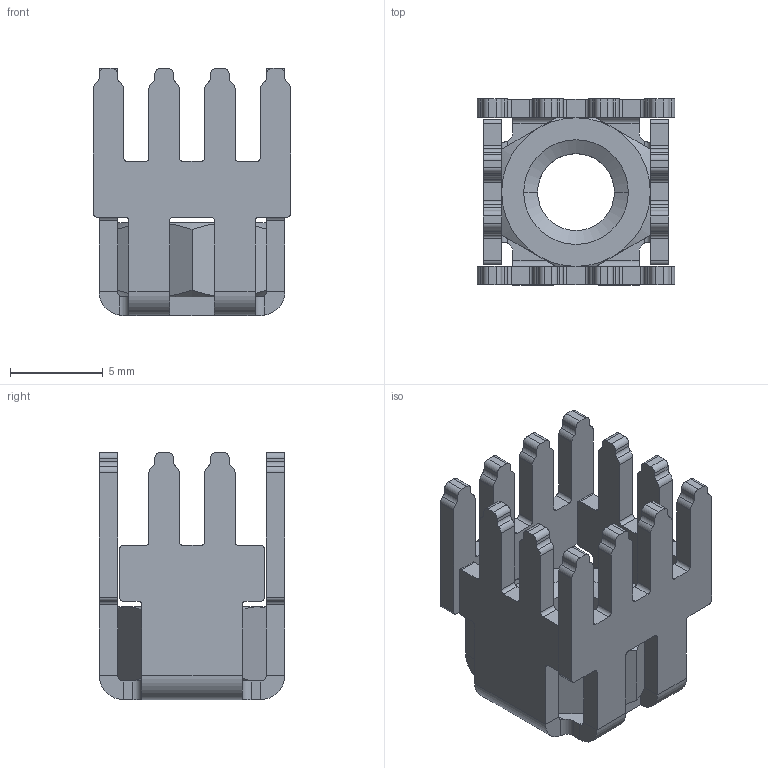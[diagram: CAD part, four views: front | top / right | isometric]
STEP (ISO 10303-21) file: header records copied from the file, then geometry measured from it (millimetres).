
FILE_DESCRIPTION (( 'STEP AP203' ), '1' );
FILE_NAME ('93513-C.STEP', '2013-12-17T22:31:33', ( 'Hajo' ), ( 'Microsoft' ), 'SwSTEP 2.0', 'SolidWorks 2011', '' );
FILE_SCHEMA (( 'CONFIG_CONTROL_DESIGN' ));
Length unit declared in the file: millimetre
Products named in the file (3): 93513-C; N_934_M 5; K93320-PowerPlus M5_ Index L_I
Assembly tree (2 placements, depth 2):
  93513-C
    K93320-PowerPlus M5_ Index L_I
    N_934_M 5
Bounding box: 10.63 x 10 x 13.3 mm (x, y, z)
Volume: 500 mm3; surface area: 1184.5 mm2
Topology: 2 solids, 2 shells, 286 faces, 802 edges, 516 vertices
Faces by surface type: cylinder 136, plane 134, cone 16
Entity records: 9611 total; most frequent: CARTESIAN_POINT 1737, DIRECTION 1640, ORIENTED_EDGE 1604, EDGE_CURVE 802, AXIS2_PLACEMENT_3D 579, VERTEX_POINT 516, VECTOR 482, LINE 482
